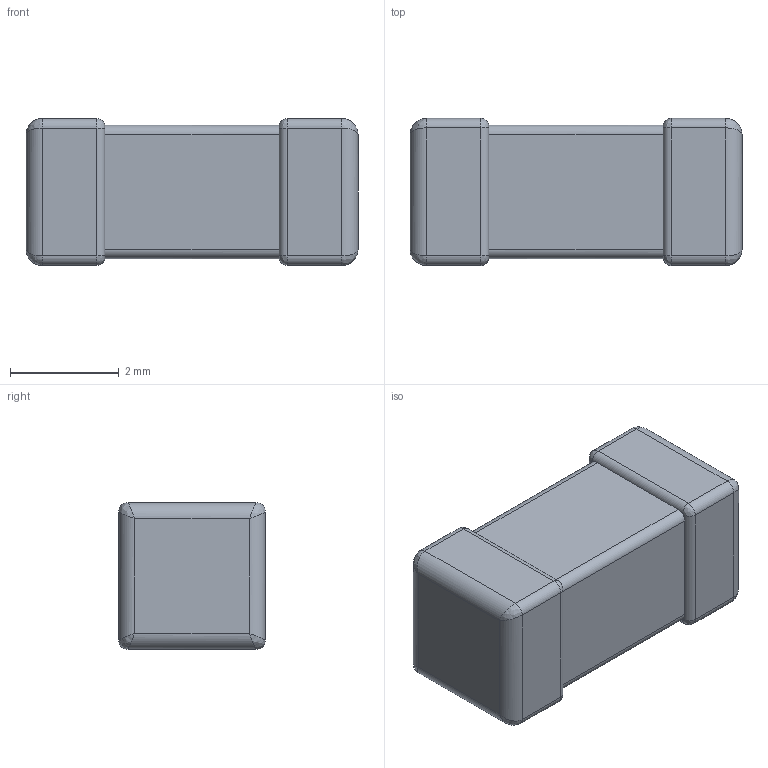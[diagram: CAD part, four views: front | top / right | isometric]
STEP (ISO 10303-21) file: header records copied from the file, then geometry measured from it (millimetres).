
FILE_DESCRIPTION(/* description */ (''),/* implementation_level */ '2;1');
FILE_NAME(/* name */ 'd.step',/* time_stamp */ '2020-05-31T15:35:19+02:00',/* author */ (''),/* organization */ (''),/* preprocessor_version */ 'ST-DEVELOPER v18.1',/* originating_system */ 'Autodesk Translation Framework v9.3.0.1241',/* authorisation */ '');
FILE_SCHEMA (('AUTOMOTIVE_DESIGN { 1 0 10303 214 3 1 1 }'));
Length unit declared in the file: millimetre
Products named in the file (1): LF_451/453
Bounding box: 6.1 x 2.7 x 2.7 mm (x, y, z)
Volume: 39.7 mm3; surface area: 73.8 mm2
Topology: 1 solids, 1 shells, 66 faces, 160 edges, 88 vertices
Faces by surface type: cylinder 28, plane 22, bspline 16
Entity records: 2143 total; most frequent: CARTESIAN_POINT 643, ORIENTED_EDGE 304, DIRECTION 302, EDGE_CURVE 152, AXIS2_PLACEMENT_3D 115, VERTEX_POINT 88, LINE 72, VECTOR 72
